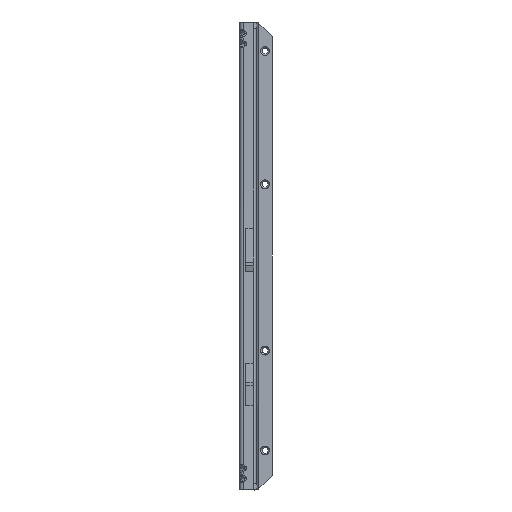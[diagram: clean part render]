
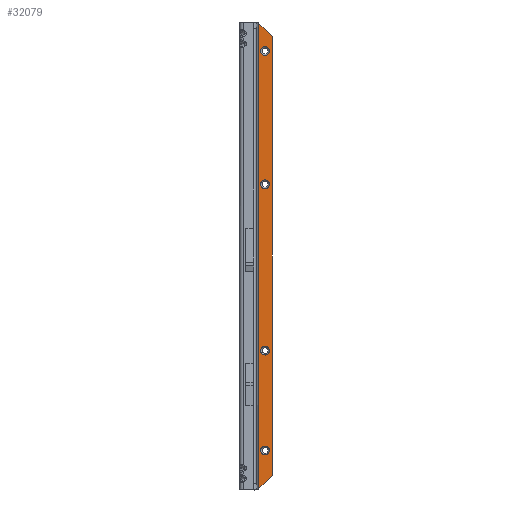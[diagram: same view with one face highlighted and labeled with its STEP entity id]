
A CAD part, front view. The second image highlights one B-rep face of the part: STEP entity #32079.
In plain terms, the highlighted planar face has unit normal (0, -1, 0).
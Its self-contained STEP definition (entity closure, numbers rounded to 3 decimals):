
#1952 = EDGE_CURVE ( 'NONE', #22414, #28721, #4813, .T. ) ;
#2011 = CARTESIAN_POINT ( 'NONE',  ( 6.5, -1.5, -316. ) ) ;
#2203 = VERTEX_POINT ( 'NONE', #40844 ) ;
#2568 = DIRECTION ( 'NONE',  ( -1., 0., 0. ) ) ;
#3007 = LINE ( 'NONE', #41754, #16156 ) ;
#3708 = DIRECTION ( 'NONE',  ( -1., 0., 0. ) ) ;
#4456 = ORIENTED_EDGE ( 'NONE', *, *, #23457, .T. ) ;
#4813 = LINE ( 'NONE', #15053, #35657 ) ;
#5030 = CIRCLE ( 'NONE', #6829, 4.25 ) ;
#5058 = ORIENTED_EDGE ( 'NONE', *, *, #52681, .T. ) ;
#5551 = EDGE_CURVE ( 'NONE', #46653, #53329, #40957, .T. ) ;
#5917 = VERTEX_POINT ( 'NONE', #47207 ) ;
#6829 = AXIS2_PLACEMENT_3D ( 'NONE', #40647, #48736, #11412 ) ;
#7076 = CARTESIAN_POINT ( 'NONE',  ( 6.5, -1.5, -311.75 ) ) ;
#7305 = DIRECTION ( 'NONE',  ( 0., 1., 0. ) ) ;
#7953 = CIRCLE ( 'NONE', #53362, 4.25 ) ;
#8414 = CARTESIAN_POINT ( 'NONE',  ( 0.5, -1.5, -1.258 ) ) ;
#8423 = EDGE_CURVE ( 'NONE', #36369, #2203, #21267, .T. ) ;
#10864 = ORIENTED_EDGE ( 'NONE', *, *, #8423, .T. ) ;
#11267 = CARTESIAN_POINT ( 'NONE',  ( 6.5, -1.5, -28. ) ) ;
#11412 = DIRECTION ( 'NONE',  ( -1., 0., 0. ) ) ;
#11452 = AXIS2_PLACEMENT_3D ( 'NONE', #46018, #7305, #45754 ) ;
#11933 = DIRECTION ( 'NONE',  ( -1., 0., 0. ) ) ;
#12040 = FACE_OUTER_BOUND ( 'NONE', #50402, .T. ) ;
#12198 = CIRCLE ( 'NONE', #21969, 4.25 ) ;
#12573 = CARTESIAN_POINT ( 'NONE',  ( 0.5, -1.5, -448.742 ) ) ;
#12763 = DIRECTION ( 'NONE',  ( -0.707, 0., 0.707 ) ) ;
#12865 = FACE_BOUND ( 'NONE', #16981, .T. ) ;
#13067 = CARTESIAN_POINT ( 'NONE',  ( 6.5, -1.5, -320.25 ) ) ;
#13475 = DIRECTION ( 'NONE',  ( 0.707, 0., 0.707 ) ) ;
#13545 = CARTESIAN_POINT ( 'NONE',  ( 13.5, -1.5, -435.742 ) ) ;
#13575 = VECTOR ( 'NONE', #16718, 1000. ) ;
#14008 = CARTESIAN_POINT ( 'NONE',  ( 13.5, -1.5, -14.258 ) ) ;
#15053 = CARTESIAN_POINT ( 'NONE',  ( 0.121, -1.5, -449.121 ) ) ;
#16156 = VECTOR ( 'NONE', #53761, 1000. ) ;
#16228 = ORIENTED_EDGE ( 'NONE', *, *, #44391, .T. ) ;
#16718 = DIRECTION ( 'NONE',  ( 0., 0., 1. ) ) ;
#16981 = EDGE_LOOP ( 'NONE', ( #16228, #21577 ) ) ;
#17493 = CARTESIAN_POINT ( 'NONE',  ( 0.121, -1.5, -0.879 ) ) ;
#18623 = EDGE_LOOP ( 'NONE', ( #4456, #10864 ) ) ;
#18683 = CARTESIAN_POINT ( 'NONE',  ( 6.5, -1.5, -156. ) ) ;
#18904 = CIRCLE ( 'NONE', #48235, 4.25 ) ;
#20605 = DIRECTION ( 'NONE',  ( -1., 0., 0. ) ) ;
#20863 = DIRECTION ( 'NONE',  ( 0., 1., 0. ) ) ;
#21267 = CIRCLE ( 'NONE', #52414, 4.25 ) ;
#21577 = ORIENTED_EDGE ( 'NONE', *, *, #22987, .T. ) ;
#21689 = EDGE_LOOP ( 'NONE', ( #53681, #5058 ) ) ;
#21960 = VECTOR ( 'NONE', #12763, 1000. ) ;
#21969 = AXIS2_PLACEMENT_3D ( 'NONE', #18683, #39571, #52664 ) ;
#22094 = VERTEX_POINT ( 'NONE', #8414 ) ;
#22414 = VERTEX_POINT ( 'NONE', #12573 ) ;
#22987 = EDGE_CURVE ( 'NONE', #45465, #34581, #18904, .T. ) ;
#23457 = EDGE_CURVE ( 'NONE', #2203, #36369, #12198, .T. ) ;
#24177 = ORIENTED_EDGE ( 'NONE', *, *, #1952, .T. ) ;
#24856 = DIRECTION ( 'NONE',  ( 0., 1., 0. ) ) ;
#25027 = LINE ( 'NONE', #51512, #13575 ) ;
#25876 = CARTESIAN_POINT ( 'NONE',  ( 6.5, -1.5, -412. ) ) ;
#27615 = DIRECTION ( 'NONE',  ( 0., 1., 0. ) ) ;
#27650 = CIRCLE ( 'NONE', #36559, 4.25 ) ;
#28721 = VERTEX_POINT ( 'NONE', #13545 ) ;
#28727 = PLANE ( 'NONE',  #11452 ) ;
#28786 = CARTESIAN_POINT ( 'NONE',  ( 6.5, -1.5, -160.25 ) ) ;
#29794 = EDGE_CURVE ( 'NONE', #52436, #22094, #55110, .T. ) ;
#32079 = ADVANCED_FACE ( 'NONE', ( #49954, #51047, #50226, #12865, #12040 ), #28727, .F. ) ;
#32186 = EDGE_LOOP ( 'NONE', ( #35995, #53612 ) ) ;
#32520 = DIRECTION ( 'NONE',  ( 0., 1., 0. ) ) ;
#34522 = DIRECTION ( 'NONE',  ( 0., 1., 0. ) ) ;
#34581 = VERTEX_POINT ( 'NONE', #45006 ) ;
#34795 = DIRECTION ( 'NONE',  ( -1., 0., 0. ) ) ;
#35657 = VECTOR ( 'NONE', #13475, 1000. ) ;
#35720 = DIRECTION ( 'NONE',  ( 0., 1., 0. ) ) ;
#35985 = EDGE_CURVE ( 'NONE', #22414, #22094, #3007, .T. ) ;
#35995 = ORIENTED_EDGE ( 'NONE', *, *, #36546, .T. ) ;
#36369 = VERTEX_POINT ( 'NONE', #28786 ) ;
#36542 = CARTESIAN_POINT ( 'NONE',  ( 6.5, -1.5, -28. ) ) ;
#36546 = EDGE_CURVE ( 'NONE', #53329, #46653, #27650, .T. ) ;
#36549 = ORIENTED_EDGE ( 'NONE', *, *, #29794, .T. ) ;
#36559 = AXIS2_PLACEMENT_3D ( 'NONE', #2011, #27615, #52751 ) ;
#37660 = EDGE_CURVE ( 'NONE', #28721, #52436, #25027, .T. ) ;
#39571 = DIRECTION ( 'NONE',  ( 0., 1., 0. ) ) ;
#40561 = CARTESIAN_POINT ( 'NONE',  ( 6.5, -1.5, -407.75 ) ) ;
#40647 = CARTESIAN_POINT ( 'NONE',  ( 6.5, -1.5, -412. ) ) ;
#40844 = CARTESIAN_POINT ( 'NONE',  ( 6.5, -1.5, -151.75 ) ) ;
#40957 = CIRCLE ( 'NONE', #51665, 4.25 ) ;
#41754 = CARTESIAN_POINT ( 'NONE',  ( 0.5, -1.5, -450. ) ) ;
#42324 = EDGE_CURVE ( 'NONE', #51381, #5917, #46034, .T. ) ;
#44391 = EDGE_CURVE ( 'NONE', #34581, #45465, #7953, .T. ) ;
#45006 = CARTESIAN_POINT ( 'NONE',  ( 6.5, -1.5, -23.75 ) ) ;
#45465 = VERTEX_POINT ( 'NONE', #45769 ) ;
#45754 = DIRECTION ( 'NONE',  ( -1., 0., 0. ) ) ;
#45769 = CARTESIAN_POINT ( 'NONE',  ( 6.5, -1.5, -32.25 ) ) ;
#45951 = CARTESIAN_POINT ( 'NONE',  ( 6.5, -1.5, -316. ) ) ;
#46018 = CARTESIAN_POINT ( 'NONE',  ( 0., -1.5, -450. ) ) ;
#46034 = CIRCLE ( 'NONE', #51380, 4.25 ) ;
#46653 = VERTEX_POINT ( 'NONE', #13067 ) ;
#47207 = CARTESIAN_POINT ( 'NONE',  ( 6.5, -1.5, -416.25 ) ) ;
#48235 = AXIS2_PLACEMENT_3D ( 'NONE', #11267, #24856, #3708 ) ;
#48538 = ORIENTED_EDGE ( 'NONE', *, *, #35985, .F. ) ;
#48736 = DIRECTION ( 'NONE',  ( 0., 1., 0. ) ) ;
#49869 = ORIENTED_EDGE ( 'NONE', *, *, #37660, .T. ) ;
#49954 = FACE_BOUND ( 'NONE', #21689, .T. ) ;
#50226 = FACE_BOUND ( 'NONE', #18623, .T. ) ;
#50402 = EDGE_LOOP ( 'NONE', ( #36549, #48538, #24177, #49869 ) ) ;
#51047 = FACE_BOUND ( 'NONE', #32186, .T. ) ;
#51380 = AXIS2_PLACEMENT_3D ( 'NONE', #25876, #34522, #34795 ) ;
#51381 = VERTEX_POINT ( 'NONE', #40561 ) ;
#51512 = CARTESIAN_POINT ( 'NONE',  ( 13.5, -1.5, 0. ) ) ;
#51665 = AXIS2_PLACEMENT_3D ( 'NONE', #45951, #20863, #20605 ) ;
#52414 = AXIS2_PLACEMENT_3D ( 'NONE', #53751, #32520, #11933 ) ;
#52436 = VERTEX_POINT ( 'NONE', #14008 ) ;
#52664 = DIRECTION ( 'NONE',  ( -1., 0., 0. ) ) ;
#52681 = EDGE_CURVE ( 'NONE', #5917, #51381, #5030, .T. ) ;
#52751 = DIRECTION ( 'NONE',  ( -1., 0., 0. ) ) ;
#53329 = VERTEX_POINT ( 'NONE', #7076 ) ;
#53362 = AXIS2_PLACEMENT_3D ( 'NONE', #36542, #35720, #2568 ) ;
#53612 = ORIENTED_EDGE ( 'NONE', *, *, #5551, .T. ) ;
#53681 = ORIENTED_EDGE ( 'NONE', *, *, #42324, .T. ) ;
#53751 = CARTESIAN_POINT ( 'NONE',  ( 6.5, -1.5, -156. ) ) ;
#53761 = DIRECTION ( 'NONE',  ( 0., 0., 1. ) ) ;
#55110 = LINE ( 'NONE', #17493, #21960 ) ;
